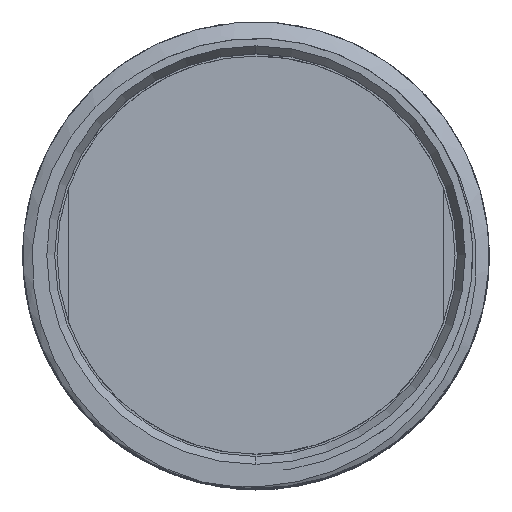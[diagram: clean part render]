
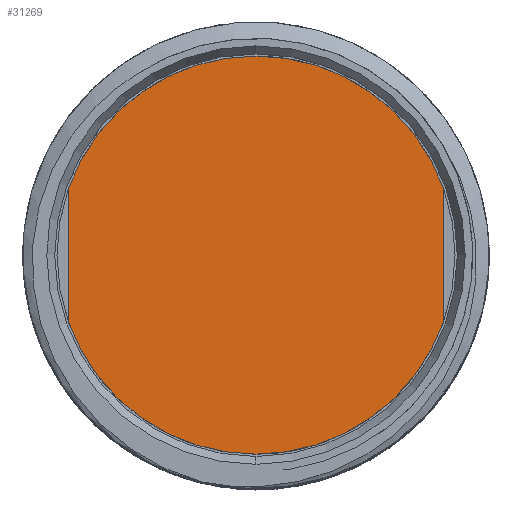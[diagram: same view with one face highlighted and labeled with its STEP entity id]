
A CAD part, top view. The second image highlights one B-rep face of the part: STEP entity #31269.
In plain terms, the highlighted planar face has unit normal (0, 0, 1).
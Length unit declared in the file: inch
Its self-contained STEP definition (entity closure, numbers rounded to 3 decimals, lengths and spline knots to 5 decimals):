
#17438=CARTESIAN_POINT('',(0.,0.,0.));
#17439=DIRECTION('',(0.,0.,1.));
#17440=DIRECTION('',(0.,1.,0.));
#17441=AXIS2_PLACEMENT_3D('',#17438,#17439,#17440);
#17443=CARTESIAN_POINT('',(0.,0.,0.));
#17444=DIRECTION('',(0.,0.,1.));
#17445=DIRECTION('',(-0.942,-0.335,0.));
#17446=AXIS2_PLACEMENT_3D('',#17443,#17444,#17445);
#17490=CARTESIAN_POINT('',(0.,0.,0.));
#17491=DIRECTION('',(0.,0.,-1.));
#17492=DIRECTION('',(0.942,-0.335,0.));
#17493=AXIS2_PLACEMENT_3D('',#17490,#17491,#17492);
#17495=CARTESIAN_POINT('',(0.,0.,0.));
#17496=DIRECTION('',(0.,0.,-1.));
#17497=DIRECTION('',(0.,1.,0.));
#17498=AXIS2_PLACEMENT_3D('',#17495,#17496,#17497);
#17504=DIRECTION('',(0.,-1.,0.));
#17505=VECTOR('',#17504,0.20279);
#17506=CARTESIAN_POINT('',(0.285,0.1014,0.));
#17507=LINE('',#17506,#17505);
#17508=DIRECTION('',(0.,1.,0.));
#17509=VECTOR('',#17508,0.20279);
#17510=CARTESIAN_POINT('',(-0.285,-0.1014,0.));
#17511=LINE('',#17510,#17509);
#18931=CARTESIAN_POINT('',(0.285,0.1014,0.));
#18932=CARTESIAN_POINT('',(0.285,-0.1014,0.));
#18933=VERTEX_POINT('',#18931);
#18934=VERTEX_POINT('',#18932);
#18935=CARTESIAN_POINT('',(-0.285,-0.1014,0.));
#18936=CARTESIAN_POINT('',(-0.285,0.1014,0.));
#18937=VERTEX_POINT('',#18935);
#18938=VERTEX_POINT('',#18936);
#18947=CARTESIAN_POINT('',(0.,0.3025,0.));
#18948=VERTEX_POINT('',#18947);
#18949=CARTESIAN_POINT('',(0.,-0.3025,0.));
#18950=VERTEX_POINT('',#18949);
#31254=CARTESIAN_POINT('',(0.,0.,0.));
#31255=DIRECTION('',(0.,0.,1.));
#31256=DIRECTION('',(0.,-1.,0.));
#31257=AXIS2_PLACEMENT_3D('',#31254,#31255,#31256);
#31258=PLANE('',#31257);
#31260=ORIENTED_EDGE('',*,*,#31259,.T.);
#31261=ORIENTED_EDGE('',*,*,#31240,.T.);
#31262=ORIENTED_EDGE('',*,*,#31222,.F.);
#31264=ORIENTED_EDGE('',*,*,#31263,.T.);
#31265=ORIENTED_EDGE('',*,*,#31214,.F.);
#31266=ORIENTED_EDGE('',*,*,#31248,.T.);
#31267=EDGE_LOOP('',(#31260,#31261,#31262,#31264,#31265,#31266));
#31268=FACE_OUTER_BOUND('',#31267,.F.);
#31269=ADVANCED_FACE('',(#31268),#31258,.T.);
#17442=CIRCLE('',#17441,0.3025);
#17447=CIRCLE('',#17446,0.3025);
#17494=CIRCLE('',#17493,0.3025);
#17499=CIRCLE('',#17498,0.3025);
#31214=EDGE_CURVE('',#18948,#18938,#17442,.T.);
#31222=EDGE_CURVE('',#18937,#18950,#17447,.T.);
#31240=EDGE_CURVE('',#18934,#18950,#17494,.T.);
#31248=EDGE_CURVE('',#18948,#18933,#17499,.T.);
#31259=EDGE_CURVE('',#18933,#18934,#17507,.T.);
#31263=EDGE_CURVE('',#18937,#18938,#17511,.T.);
